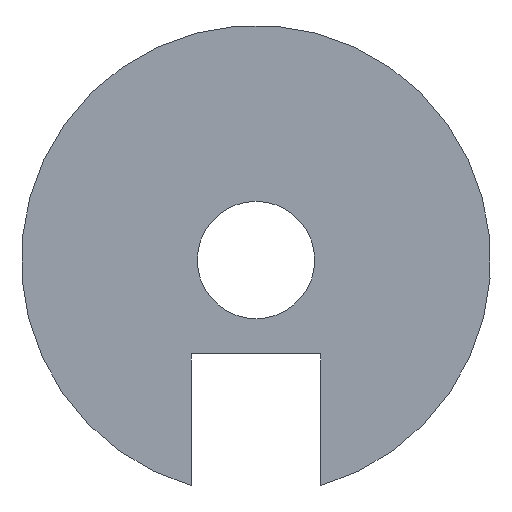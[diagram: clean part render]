
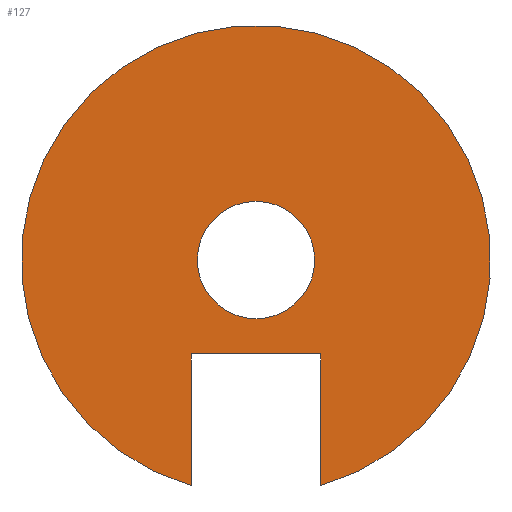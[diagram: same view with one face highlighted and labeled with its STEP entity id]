
A CAD part, front view. The second image highlights one B-rep face of the part: STEP entity #127.
In plain terms, the highlighted planar face has unit normal (0, -1, 0).
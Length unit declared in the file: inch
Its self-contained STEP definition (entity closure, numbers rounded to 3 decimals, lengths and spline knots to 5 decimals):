
#16=FACE_BOUND('',#37,.T.);
#21=PLANE('',#152);
#28=FACE_OUTER_BOUND('',#36,.T.);
#36=EDGE_LOOP('',(#114,#115,#116,#117));
#37=EDGE_LOOP('',(#118));
#39=LINE('',#198,#50);
#43=LINE('',#206,#54);
#47=LINE('',#217,#58);
#50=VECTOR('',#164,0.3937);
#54=VECTOR('',#170,0.3937);
#58=VECTOR('',#182,0.3937);
#61=CIRCLE('',#144,0.125);
#62=CIRCLE('',#148,0.5);
#65=VERTEX_POINT('',#192);
#66=VERTEX_POINT('',#196);
#67=VERTEX_POINT('',#197);
#70=VERTEX_POINT('',#205);
#72=VERTEX_POINT('',#211);
#76=EDGE_CURVE('',#65,#65,#61,.T.);
#77=EDGE_CURVE('',#66,#67,#39,.T.);
#81=EDGE_CURVE('',#67,#70,#43,.T.);
#84=EDGE_CURVE('',#72,#70,#62,.T.);
#87=EDGE_CURVE('',#72,#66,#47,.T.);
#114=ORIENTED_EDGE('',*,*,#87,.T.);
#115=ORIENTED_EDGE('',*,*,#77,.T.);
#116=ORIENTED_EDGE('',*,*,#81,.T.);
#117=ORIENTED_EDGE('',*,*,#84,.F.);
#118=ORIENTED_EDGE('',*,*,#76,.F.);
#127=ADVANCED_FACE('',(#28,#16),#21,.F.);
#144=AXIS2_PLACEMENT_3D('',#194,#160,#161);
#148=AXIS2_PLACEMENT_3D('',#212,#175,#176);
#152=AXIS2_PLACEMENT_3D('',#220,#186,#187);
#160=DIRECTION('center_axis',(0.,-1.,0.));
#161=DIRECTION('ref_axis',(1.,0.,0.));
#164=DIRECTION('',(1.,0.,0.));
#170=DIRECTION('',(0.,0.,-1.));
#175=DIRECTION('center_axis',(0.,1.,0.));
#176=DIRECTION('ref_axis',(-0.275,0.,-0.961));
#182=DIRECTION('',(0.,0.,1.));
#186=DIRECTION('center_axis',(0.,1.,0.));
#187=DIRECTION('ref_axis',(1.,0.,0.));
#192=CARTESIAN_POINT('',(-0.125,0.,0.));
#194=CARTESIAN_POINT('Origin',(0.,0.,0.));
#196=CARTESIAN_POINT('',(-0.1375,0.,-0.2));
#197=CARTESIAN_POINT('',(0.1375,0.,-0.2));
#198=CARTESIAN_POINT('',(-0.1375,0.,-0.2));
#205=CARTESIAN_POINT('',(0.1375,0.,-0.48072));
#206=CARTESIAN_POINT('',(0.1375,0.,-0.2));
#211=CARTESIAN_POINT('',(-0.1375,0.,-0.48072));
#212=CARTESIAN_POINT('Origin',(0.,0.,0.));
#217=CARTESIAN_POINT('',(-0.1375,0.,-0.48072));
#220=CARTESIAN_POINT('Origin',(0.,0.,0.00964));
